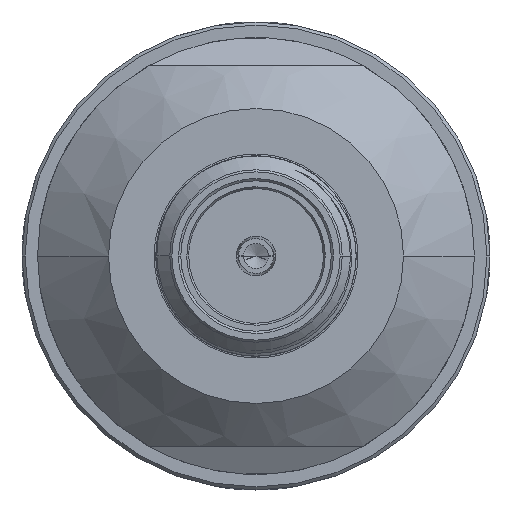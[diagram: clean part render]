
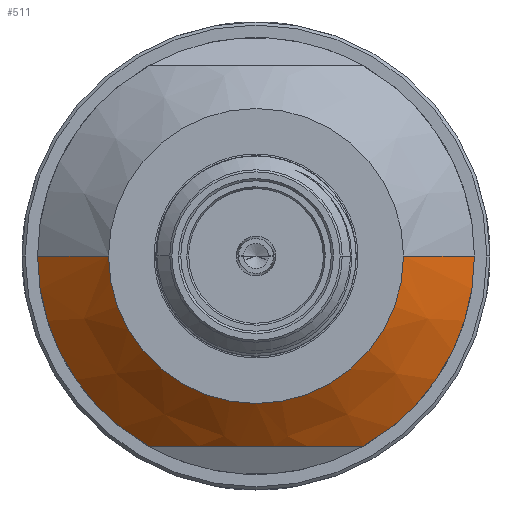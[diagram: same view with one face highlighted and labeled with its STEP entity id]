
A CAD part, left-side view. The second image highlights one B-rep face of the part: STEP entity #511.
In plain terms, the highlighted conical face has half-angle 48.573 degrees and reference radius 7.09 mm.
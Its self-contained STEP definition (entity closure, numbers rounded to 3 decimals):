
#85 = CARTESIAN_POINT ( 'NONE',  ( 8.267, 6.09, 2.905 ) ) ;
#110 = CARTESIAN_POINT ( 'NONE',  ( 7.798, 6.09, 1.195 ) ) ;
#201 = DIRECTION ( 'NONE',  ( 0., 0., -1. ) ) ;
#338 = CARTESIAN_POINT ( 'NONE',  ( 8.505, 0., 0. ) ) ;
#480 = EDGE_CURVE ( 'NONE', #2209, #7580, #7394, .T. ) ;
#511 = ADVANCED_FACE ( 'NONE', ( #2373 ), #4906, .T. ) ;
#627 = DIRECTION ( 'NONE',  ( 0.662, 0., -0.75 ) ) ;
#664 = DIRECTION ( 'NONE',  ( -1., 0., 0. ) ) ;
#680 = CARTESIAN_POINT ( 'NONE',  ( 8.584, 0., 7.09 ) ) ;
#692 = B_SPLINE_CURVE_WITH_KNOTS ( 'NONE', 3,
 ( #2566, #85, #7612, #3832, #110, #4469, #760, #5087, #1377, #5740, #1981, #6364 ),
 .UNSPECIFIED., .F., .F.,
 ( 4, 2, 2, 2, 2, 4 ),
 ( -0.004, -0.002, -0.001, 0., 0.002, 0.004 ),
 .UNSPECIFIED. ) ;
#760 = CARTESIAN_POINT ( 'NONE',  ( 7.702, 6.09, 0.302 ) ) ;
#858 = CARTESIAN_POINT ( 'NONE',  ( 8.505, 0., 7. ) ) ;
#979 = DIRECTION ( 'NONE',  ( 0., 0., -1. ) ) ;
#1056 = EDGE_CURVE ( 'NONE', #7580, #2205, #7486, .T. ) ;
#1230 = VECTOR ( 'NONE', #627, 1000. ) ;
#1236 = EDGE_CURVE ( 'NONE', #2209, #7188, #7271, .T. ) ;
#1377 = CARTESIAN_POINT ( 'NONE',  ( 7.781, 6.09, -1.185 ) ) ;
#1708 = DIRECTION ( 'NONE',  ( 0.662, 0., 0.75 ) ) ;
#1903 = CARTESIAN_POINT ( 'NONE',  ( 8.505, 0., -7. ) ) ;
#1935 = ORIENTED_EDGE ( 'NONE', *, *, #1236, .F. ) ;
#1981 = CARTESIAN_POINT ( 'NONE',  ( 8.266, 6.09, -2.903 ) ) ;
#1993 = CARTESIAN_POINT ( 'NONE',  ( 8.505, 6.09, 3.451 ) ) ;
#2205 = VERTEX_POINT ( 'NONE', #858 ) ;
#2209 = VERTEX_POINT ( 'NONE', #5195 ) ;
#2373 = FACE_OUTER_BOUND ( 'NONE', #5955, .T. ) ;
#2559 = ORIENTED_EDGE ( 'NONE', *, *, #480, .T. ) ;
#2566 = CARTESIAN_POINT ( 'NONE',  ( 8.505, 6.09, 3.451 ) ) ;
#2760 = AXIS2_PLACEMENT_3D ( 'NONE', #7693, #3920, #201 ) ;
#3065 = VERTEX_POINT ( 'NONE', #1993 ) ;
#3309 = CARTESIAN_POINT ( 'NONE',  ( 8.584, 0., 0. ) ) ;
#3335 = CARTESIAN_POINT ( 'NONE',  ( 8.505, 6.09, -3.451 ) ) ;
#3341 = EDGE_CURVE ( 'NONE', #2205, #3065, #4868, .T. ) ;
#3668 = CIRCLE ( 'NONE', #4016, 7. ) ;
#3832 = CARTESIAN_POINT ( 'NONE',  ( 7.854, 6.09, 1.487 ) ) ;
#3920 = DIRECTION ( 'NONE',  ( 1., 0., 0. ) ) ;
#4016 = AXIS2_PLACEMENT_3D ( 'NONE', #338, #4678, #979 ) ;
#4247 = AXIS2_PLACEMENT_3D ( 'NONE', #4369, #664, #4984 ) ;
#4273 = EDGE_CURVE ( 'NONE', #3065, #5980, #692, .T. ) ;
#4369 = CARTESIAN_POINT ( 'NONE',  ( 8.505, 0., 0. ) ) ;
#4469 = CARTESIAN_POINT ( 'NONE',  ( 7.722, 6.09, 0.602 ) ) ;
#4678 = DIRECTION ( 'NONE',  ( -1., 0., 0. ) ) ;
#4753 = CARTESIAN_POINT ( 'NONE',  ( 6.5, 0., 4.728 ) ) ;
#4865 = AXIS2_PLACEMENT_3D ( 'NONE', #3309, #6428, #7722 ) ;
#4868 = CIRCLE ( 'NONE', #4247, 7. ) ;
#4906 = CONICAL_SURFACE ( 'NONE', #4865, 7.09, 0.848 ) ;
#4943 = ORIENTED_EDGE ( 'NONE', *, *, #4273, .T. ) ;
#4984 = DIRECTION ( 'NONE',  ( 0., 0., -1. ) ) ;
#5087 = CARTESIAN_POINT ( 'NONE',  ( 7.702, 6.09, -0.598 ) ) ;
#5195 = CARTESIAN_POINT ( 'NONE',  ( 6.5, 0., -4.728 ) ) ;
#5683 = CARTESIAN_POINT ( 'NONE',  ( 8.584, 0., -7.09 ) ) ;
#5740 = CARTESIAN_POINT ( 'NONE',  ( 8.063, 6.09, -2.337 ) ) ;
#5828 = ORIENTED_EDGE ( 'NONE', *, *, #6001, .T. ) ;
#5955 = EDGE_LOOP ( 'NONE', ( #2559, #7797, #7792, #4943, #5828, #1935 ) ) ;
#5980 = VERTEX_POINT ( 'NONE', #3335 ) ;
#6001 = EDGE_CURVE ( 'NONE', #5980, #7188, #3668, .T. ) ;
#6364 = CARTESIAN_POINT ( 'NONE',  ( 8.505, 6.09, -3.451 ) ) ;
#6428 = DIRECTION ( 'NONE',  ( 1., 0., 0. ) ) ;
#7188 = VERTEX_POINT ( 'NONE', #1903 ) ;
#7271 = LINE ( 'NONE', #5683, #1230 ) ;
#7394 = CIRCLE ( 'NONE', #2760, 4.728 ) ;
#7486 = LINE ( 'NONE', #680, #7679 ) ;
#7580 = VERTEX_POINT ( 'NONE', #4753 ) ;
#7612 = CARTESIAN_POINT ( 'NONE',  ( 8.067, 6.09, 2.348 ) ) ;
#7679 = VECTOR ( 'NONE', #1708, 1000. ) ;
#7693 = CARTESIAN_POINT ( 'NONE',  ( 6.5, 0., 0. ) ) ;
#7722 = DIRECTION ( 'NONE',  ( 0., 0., -1. ) ) ;
#7792 = ORIENTED_EDGE ( 'NONE', *, *, #3341, .T. ) ;
#7797 = ORIENTED_EDGE ( 'NONE', *, *, #1056, .T. ) ;
